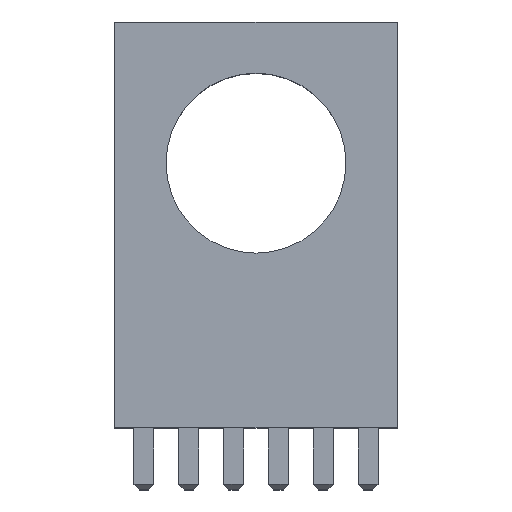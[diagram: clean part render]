
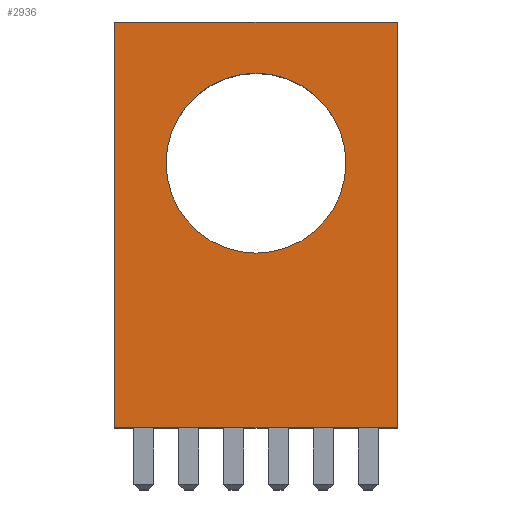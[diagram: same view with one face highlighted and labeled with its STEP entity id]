
A CAD part, top view. The second image highlights one B-rep face of the part: STEP entity #2936.
In plain terms, the highlighted planar face has unit normal (0, 0, 1).
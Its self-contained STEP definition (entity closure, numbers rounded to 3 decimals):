
#54 = LINE ( 'NONE', #7701, #4442 ) ;
#142 = VERTEX_POINT ( 'NONE', #7470 ) ;
#147 = EDGE_CURVE ( 'NONE', #8371, #4331, #7038, .T. ) ;
#160 = EDGE_CURVE ( 'NONE', #2578, #8371, #6686, .T. ) ;
#409 = ORIENTED_EDGE ( 'NONE', *, *, #8457, .F. ) ;
#521 = ORIENTED_EDGE ( 'NONE', *, *, #7557, .F. ) ;
#685 = VECTOR ( 'NONE', #3184, 1000. ) ;
#1007 = ORIENTED_EDGE ( 'NONE', *, *, #7420, .F. ) ;
#1274 = VECTOR ( 'NONE', #3635, 1000. ) ;
#1409 = AXIS2_PLACEMENT_3D ( 'NONE', #4841, #9389, #6342 ) ;
#1913 = EDGE_LOOP ( 'NONE', ( #7365, #409, #1007, #6179 ) ) ;
#2211 = CARTESIAN_POINT ( 'NONE',  ( -8., 23., 8. ) ) ;
#2269 = FACE_BOUND ( 'NONE', #3143, .T. ) ;
#2578 = VERTEX_POINT ( 'NONE', #2211 ) ;
#2612 = PLANE ( 'NONE',  #1409 ) ;
#2936 = ADVANCED_FACE ( 'NONE', ( #2269, #4854 ), #2612, .F. ) ;
#2949 = CARTESIAN_POINT ( 'NONE',  ( -5.1, 15., 8. ) ) ;
#3143 = EDGE_LOOP ( 'NONE', ( #7050, #521 ) ) ;
#3184 = DIRECTION ( 'NONE',  ( 1., 0., 0. ) ) ;
#3215 = DIRECTION ( 'NONE',  ( 1., 0., 0. ) ) ;
#3635 = DIRECTION ( 'NONE',  ( 0., -1., 0. ) ) ;
#3725 = CARTESIAN_POINT ( 'NONE',  ( -8., 3., 8. ) ) ;
#3991 = CIRCLE ( 'NONE', #8664, 5.1 ) ;
#4054 = CARTESIAN_POINT ( 'NONE',  ( 0., 15., 8. ) ) ;
#4255 = CARTESIAN_POINT ( 'NONE',  ( 8., 23., 8. ) ) ;
#4292 = CARTESIAN_POINT ( 'NONE',  ( 8., 0., 8. ) ) ;
#4331 = VERTEX_POINT ( 'NONE', #4292 ) ;
#4361 = DIRECTION ( 'NONE',  ( 1., 0., 0. ) ) ;
#4442 = VECTOR ( 'NONE', #8417, 1000. ) ;
#4599 = CARTESIAN_POINT ( 'NONE',  ( -8., 23., 8. ) ) ;
#4841 = CARTESIAN_POINT ( 'NONE',  ( -8., 3., 8. ) ) ;
#4854 = FACE_OUTER_BOUND ( 'NONE', #1913, .T. ) ;
#4944 = AXIS2_PLACEMENT_3D ( 'NONE', #6677, #9694, #4361 ) ;
#5987 = LINE ( 'NONE', #4599, #685 ) ;
#6019 = CARTESIAN_POINT ( 'NONE',  ( -8., 0., 8. ) ) ;
#6170 = DIRECTION ( 'NONE',  ( 0., 0., 1. ) ) ;
#6179 = ORIENTED_EDGE ( 'NONE', *, *, #160, .T. ) ;
#6342 = DIRECTION ( 'NONE',  ( -1., 0., 0. ) ) ;
#6677 = CARTESIAN_POINT ( 'NONE',  ( 0., 15., 8. ) ) ;
#6686 = LINE ( 'NONE', #3725, #1274 ) ;
#6699 = DIRECTION ( 'NONE',  ( 1., 0., 0. ) ) ;
#7038 = LINE ( 'NONE', #9684, #8230 ) ;
#7050 = ORIENTED_EDGE ( 'NONE', *, *, #8061, .F. ) ;
#7365 = ORIENTED_EDGE ( 'NONE', *, *, #147, .T. ) ;
#7388 = CIRCLE ( 'NONE', #4944, 5.1 ) ;
#7420 = EDGE_CURVE ( 'NONE', #2578, #9045, #5987, .T. ) ;
#7470 = CARTESIAN_POINT ( 'NONE',  ( 5.1, 15., 8. ) ) ;
#7557 = EDGE_CURVE ( 'NONE', #8234, #142, #3991, .T. ) ;
#7701 = CARTESIAN_POINT ( 'NONE',  ( 8., 3., 8. ) ) ;
#8061 = EDGE_CURVE ( 'NONE', #142, #8234, #7388, .T. ) ;
#8230 = VECTOR ( 'NONE', #6699, 1000. ) ;
#8234 = VERTEX_POINT ( 'NONE', #2949 ) ;
#8371 = VERTEX_POINT ( 'NONE', #6019 ) ;
#8417 = DIRECTION ( 'NONE',  ( 0., -1., 0. ) ) ;
#8457 = EDGE_CURVE ( 'NONE', #9045, #4331, #54, .T. ) ;
#8664 = AXIS2_PLACEMENT_3D ( 'NONE', #4054, #6170, #3215 ) ;
#9045 = VERTEX_POINT ( 'NONE', #4255 ) ;
#9389 = DIRECTION ( 'NONE',  ( 0., 0., -1. ) ) ;
#9684 = CARTESIAN_POINT ( 'NONE',  ( -8., 0., 8. ) ) ;
#9694 = DIRECTION ( 'NONE',  ( 0., 0., 1. ) ) ;
